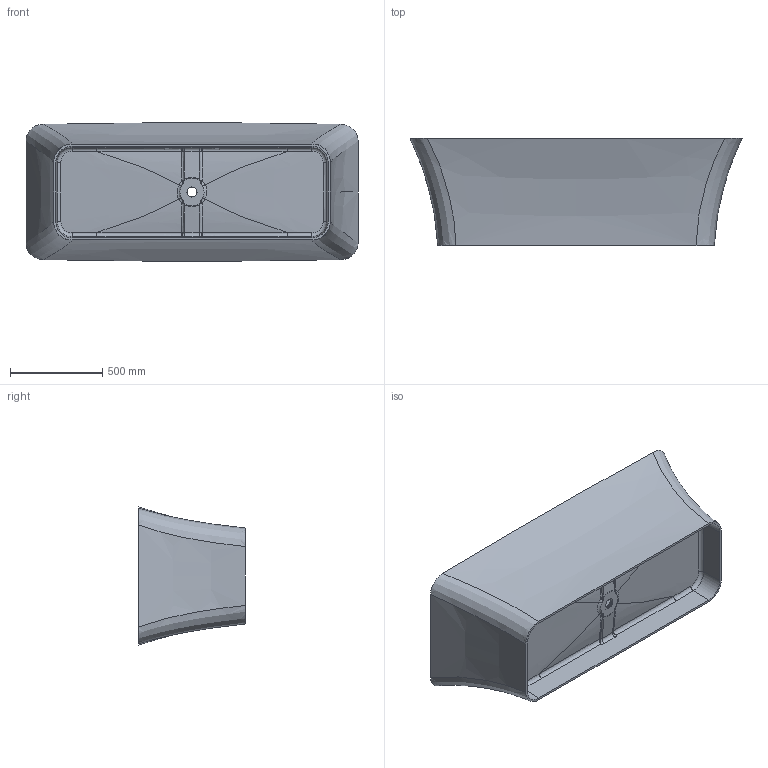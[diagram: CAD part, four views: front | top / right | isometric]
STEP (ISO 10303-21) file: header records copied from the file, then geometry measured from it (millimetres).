
FILE_DESCRIPTION (( 'STEP AP214' ), '1' );
FILE_NAME ('Bonita.STEP', '2020-09-10T12:49:26', ( '' ), ( '' ), 'SwSTEP 2.0', 'SolidWorks 2018', '' );
FILE_SCHEMA (( 'AUTOMOTIVE_DESIGN' ));
Length unit declared in the file: millimetre
Products named in the file (1): Bonita
Bounding box: 1800 x 580 x 748.22 mm (x, y, z)
Volume: 60284361.8 mm3; surface area: 6554726.1 mm2
Topology: 1 solids, 1 shells, 141 faces, 385 edges, 243 vertices
Faces by surface type: bspline 109, plane 18, cylinder 12, cone 2
Entity records: 16903 total; most frequent: CARTESIAN_POINT 14211, ORIENTED_EDGE 762, EDGE_CURVE 381, B_SPLINE_CURVE_WITH_KNOTS 263, VERTEX_POINT 243, DIRECTION 241, EDGE_LOOP 146, FACE_OUTER_BOUND 141
